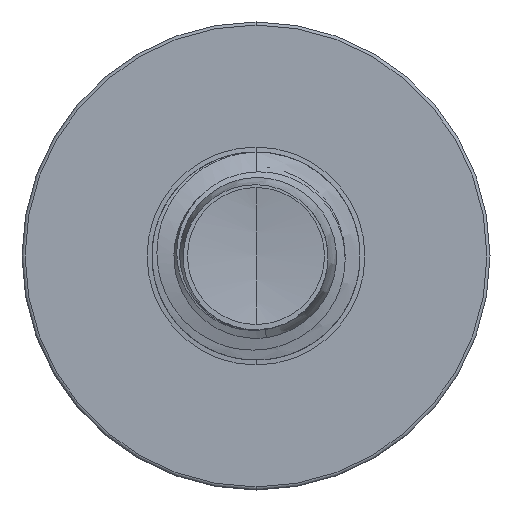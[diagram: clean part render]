
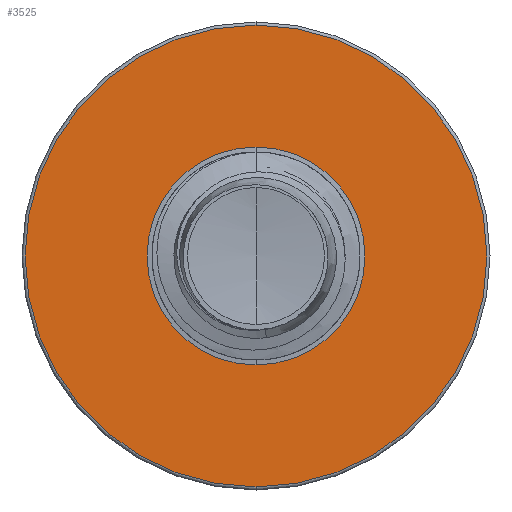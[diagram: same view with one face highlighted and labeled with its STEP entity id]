
A CAD part, front view. The second image highlights one B-rep face of the part: STEP entity #3525.
In plain terms, the highlighted planar face has unit normal (0, -1, 0).
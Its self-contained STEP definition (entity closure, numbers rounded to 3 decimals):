
#1952 = VERTEX_POINT ( 'NONE', #17175 ) ;
#2057 = ORIENTED_EDGE ( 'NONE', *, *, #36695, .T. ) ;
#3110 = CIRCLE ( 'NONE', #24773, 8.88 ) ;
#3525 = ADVANCED_FACE ( 'NONE', ( #22601, #21721 ), #8081, .F. ) ;
#4242 = EDGE_CURVE ( 'NONE', #29711, #1952, #35843, .T. ) ;
#4259 = VERTEX_POINT ( 'NONE', #6783 ) ;
#5080 = ORIENTED_EDGE ( 'NONE', *, *, #21537, .F. ) ;
#6636 = DIRECTION ( 'NONE',  ( 0., 0., 1. ) ) ;
#6691 = DIRECTION ( 'NONE',  ( 0., 1., 0. ) ) ;
#6718 = EDGE_CURVE ( 'NONE', #4259, #10986, #34396, .T. ) ;
#6730 = CARTESIAN_POINT ( 'NONE',  ( 0., 37.5, 0. ) ) ;
#6783 = CARTESIAN_POINT ( 'NONE',  ( 0., 37.5, 4.192 ) ) ;
#7047 = AXIS2_PLACEMENT_3D ( 'NONE', #8433, #7977, #7970 ) ;
#7970 = DIRECTION ( 'NONE',  ( 0., 0., 1. ) ) ;
#7977 = DIRECTION ( 'NONE',  ( 0., 1., 0. ) ) ;
#8081 = PLANE ( 'NONE',  #7047 ) ;
#8433 = CARTESIAN_POINT ( 'NONE',  ( 0., 37.5, -4.192 ) ) ;
#9371 = AXIS2_PLACEMENT_3D ( 'NONE', #6730, #6691, #6636 ) ;
#10720 = AXIS2_PLACEMENT_3D ( 'NONE', #22781, #22903, #22872 ) ;
#10986 = VERTEX_POINT ( 'NONE', #34593 ) ;
#11423 = CARTESIAN_POINT ( 'NONE',  ( 0., 37.5, 0. ) ) ;
#13785 = DIRECTION ( 'NONE',  ( 0., 1., 0. ) ) ;
#14486 = DIRECTION ( 'NONE',  ( 0., 0., 1. ) ) ;
#15312 = ORIENTED_EDGE ( 'NONE', *, *, #6718, .T. ) ;
#17175 = CARTESIAN_POINT ( 'NONE',  ( 0., 37.5, 8.88 ) ) ;
#21537 = EDGE_CURVE ( 'NONE', #1952, #29711, #3110, .T. ) ;
#21721 = FACE_BOUND ( 'NONE', #33392, .T. ) ;
#22601 = FACE_OUTER_BOUND ( 'NONE', #23035, .T. ) ;
#22781 = CARTESIAN_POINT ( 'NONE',  ( 0., 37.5, 0. ) ) ;
#22872 = DIRECTION ( 'NONE',  ( 0., 0., 1. ) ) ;
#22903 = DIRECTION ( 'NONE',  ( 0., 1., 0. ) ) ;
#23035 = EDGE_LOOP ( 'NONE', ( #5080, #27710 ) ) ;
#23694 = CARTESIAN_POINT ( 'NONE',  ( 0., 37.5, -8.88 ) ) ;
#24773 = AXIS2_PLACEMENT_3D ( 'NONE', #31063, #13785, #33886 ) ;
#26913 = AXIS2_PLACEMENT_3D ( 'NONE', #11423, #31694, #14486 ) ;
#27710 = ORIENTED_EDGE ( 'NONE', *, *, #4242, .F. ) ;
#29711 = VERTEX_POINT ( 'NONE', #23694 ) ;
#29944 = CIRCLE ( 'NONE', #26913, 4.192 ) ;
#31063 = CARTESIAN_POINT ( 'NONE',  ( 0., 37.5, 0. ) ) ;
#31694 = DIRECTION ( 'NONE',  ( 0., 1., 0. ) ) ;
#33392 = EDGE_LOOP ( 'NONE', ( #15312, #2057 ) ) ;
#33886 = DIRECTION ( 'NONE',  ( 0., 0., 1. ) ) ;
#34396 = CIRCLE ( 'NONE', #10720, 4.192 ) ;
#34593 = CARTESIAN_POINT ( 'NONE',  ( 0., 37.5, -4.192 ) ) ;
#35843 = CIRCLE ( 'NONE', #9371, 8.88 ) ;
#36695 = EDGE_CURVE ( 'NONE', #10986, #4259, #29944, .T. ) ;
